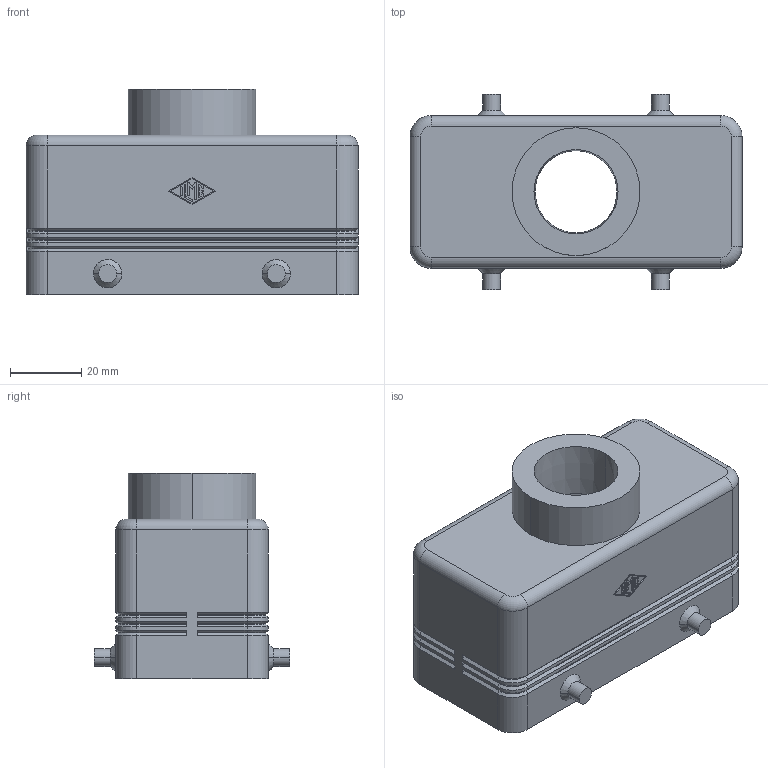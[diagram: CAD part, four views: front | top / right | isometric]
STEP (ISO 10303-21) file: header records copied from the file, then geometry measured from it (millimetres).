
FILE_DESCRIPTION(('Creo Elements/Direct Modeling STEP Export'),'2;1');
FILE_NAME('CHVT_16_5.stp','2012-12-19T10:29:34',(''),(''),'Creo Elements/Direct Modeling STEP processor for AP214 (Solid Model)','Creo Elements/Direct Modeling 18.0B 02-Dec-2011 (C) Parametric Technology GmbH','');
FILE_SCHEMA(('AUTOMOTIVE_DESIGN { 1 0 10303 214 1 1 1 1 }'));
Length unit declared in the file: millimetre
Products named in the file (1): MSBO5449
Bounding box: 93.5 x 55 x 58 mm (x, y, z)
Volume: 59382.3 mm3; surface area: 33014.6 mm2
Topology: 1 solids, 1 shells, 275 faces, 673 edges, 412 vertices
Faces by surface type: plane 147, cylinder 82, cone 42, torus 4
Entity records: 9869 total; most frequent: ORIENTED_EDGE 1330, DIRECTION 1311, CARTESIAN_POINT 1299, EDGE_CURVE 665, VECTOR 463, LINE 463, AXIS2_PLACEMENT_3D 424, VERTEX_POINT 412
